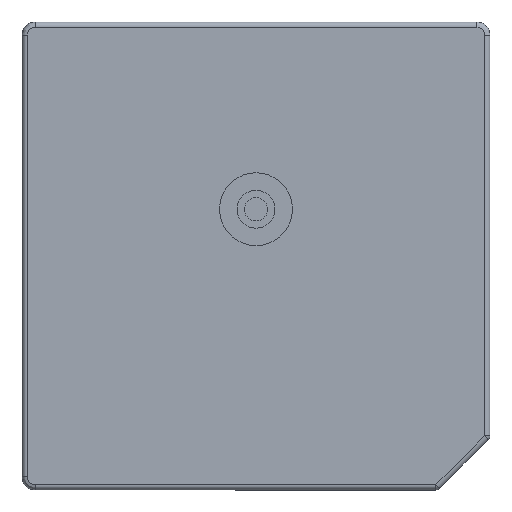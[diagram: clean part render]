
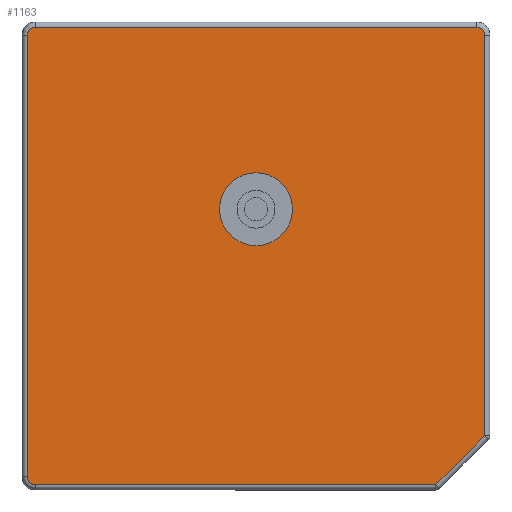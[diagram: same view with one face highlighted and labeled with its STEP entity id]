
A CAD part, front view. The second image highlights one B-rep face of the part: STEP entity #1163.
In plain terms, the highlighted planar face has unit normal (0, -1, 0).
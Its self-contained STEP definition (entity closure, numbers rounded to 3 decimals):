
#10 = CARTESIAN_POINT ( 'NONE',  ( -8.8, 0., 8.5 ) ) ;
#33 = EDGE_CURVE ( 'NONE', #1768, #1695, #2242, .T. ) ;
#34 = CARTESIAN_POINT ( 'NONE',  ( -8.5, 0., -8.8 ) ) ;
#45 = EDGE_CURVE ( 'NONE', #1372, #1394, #847, .T. ) ;
#172 = ORIENTED_EDGE ( 'NONE', *, *, #1688, .F. ) ;
#216 = LINE ( 'NONE', #2289, #1668 ) ;
#221 = CARTESIAN_POINT ( 'NONE',  ( 8.8, 0., 8.676 ) ) ;
#279 = EDGE_CURVE ( 'NONE', #1394, #1243, #1810, .T. ) ;
#340 = DIRECTION ( 'NONE',  ( 0., 0., 1. ) ) ;
#357 = VERTEX_POINT ( 'NONE', #1638 ) ;
#365 = PLANE ( 'NONE',  #386 ) ;
#386 = AXIS2_PLACEMENT_3D ( 'NONE', #1253, #1064, #527 ) ;
#389 = CARTESIAN_POINT ( 'NONE',  ( 8.5, 0., 8.8 ) ) ;
#481 = CARTESIAN_POINT ( 'NONE',  ( 8.8, 0., -6.917 ) ) ;
#487 = ORIENTED_EDGE ( 'NONE', *, *, #694, .F. ) ;
#492 = LINE ( 'NONE', #481, #1104 ) ;
#527 = DIRECTION ( 'NONE',  ( 0., 0., 1. ) ) ;
#539 = CARTESIAN_POINT ( 'NONE',  ( -8.8, 0., -8.676 ) ) ;
#550 = CARTESIAN_POINT ( 'NONE',  ( -8.5, 0., 8.8 ) ) ;
#565 = VERTEX_POINT ( 'NONE', #922 ) ;
#574 = CARTESIAN_POINT ( 'NONE',  ( -8.676, 0., 8.8 ) ) ;
#631 = VECTOR ( 'NONE', #1613, 1000. ) ;
#652 = VERTEX_POINT ( 'NONE', #1538 ) ;
#663 = EDGE_CURVE ( 'NONE', #1695, #565, #216, .T. ) ;
#694 = EDGE_CURVE ( 'NONE', #357, #1334, #2102, .T. ) ;
#699 = EDGE_CURVE ( 'NONE', #1243, #1768, #859, .T. ) ;
#704 = ORIENTED_EDGE ( 'NONE', *, *, #663, .F. ) ;
#756 = CARTESIAN_POINT ( 'NONE',  ( -8.8, 0., 8.5 ) ) ;
#757 = ORIENTED_EDGE ( 'NONE', *, *, #45, .F. ) ;
#786 = CARTESIAN_POINT ( 'NONE',  ( 8.5, 0., 8.8 ) ) ;
#793 = EDGE_LOOP ( 'NONE', ( #992, #172 ) ) ;
#809 = AXIS2_PLACEMENT_3D ( 'NONE', #978, #2278, #1159 ) ;
#847 = LINE ( 'NONE', #756, #1929 ) ;
#859 = LINE ( 'NONE', #786, #631 ) ;
#904 = CARTESIAN_POINT ( 'NONE',  ( -8.8, 0., -8.5 ) ) ;
#922 = CARTESIAN_POINT ( 'NONE',  ( 8.8, 0., -6.917 ) ) ;
#949 = ORIENTED_EDGE ( 'NONE', *, *, #33, .F. ) ;
#957 = CARTESIAN_POINT ( 'NONE',  ( -8.8, 0., 8.5 ) ) ;
#970 = EDGE_CURVE ( 'NONE', #565, #357, #492, .T. ) ;
#978 = CARTESIAN_POINT ( 'NONE',  ( 0., 0., 1.8 ) ) ;
#992 = ORIENTED_EDGE ( 'NONE', *, *, #1958, .F. ) ;
#1027 = CARTESIAN_POINT ( 'NONE',  ( 8.5, 0., -8.8 ) ) ;
#1048 = CARTESIAN_POINT ( 'NONE',  ( 8.8, 0., 8.5 ) ) ;
#1049 = EDGE_LOOP ( 'NONE', ( #487, #1315, #704, #949, #1527, #2373, #757, #1434 ) ) ;
#1064 = DIRECTION ( 'NONE',  ( 0., 1., 0. ) ) ;
#1104 = VECTOR ( 'NONE', #1218, 1000. ) ;
#1159 = DIRECTION ( 'NONE',  ( 0., 0., 1. ) ) ;
#1163 = ADVANCED_FACE ( 'NONE', ( #1780, #1569 ), #365, .F. ) ;
#1171 = VECTOR ( 'NONE', #1365, 1000. ) ;
#1218 = DIRECTION ( 'NONE',  ( -0.707, 0., -0.707 ) ) ;
#1243 = VERTEX_POINT ( 'NONE', #550 ) ;
#1253 = CARTESIAN_POINT ( 'NONE',  ( 8.5, 0., 8.5 ) ) ;
#1278 = CARTESIAN_POINT ( 'NONE',  ( -8.676, 0., -8.8 ) ) ;
#1284 = CARTESIAN_POINT ( 'NONE',  ( -8.8, 0., 8.676 ) ) ;
#1299 = CARTESIAN_POINT ( 'NONE',  ( 8.676, 0., 8.8 ) ) ;
#1315 = ORIENTED_EDGE ( 'NONE', *, *, #970, .F. ) ;
#1320 = DIRECTION ( 'NONE',  ( 0., 0., -1. ) ) ;
#1334 = VERTEX_POINT ( 'NONE', #34 ) ;
#1365 = DIRECTION ( 'NONE',  ( -1., 0., 0. ) ) ;
#1372 = VERTEX_POINT ( 'NONE', #2227 ) ;
#1394 = VERTEX_POINT ( 'NONE', #957 ) ;
#1434 = ORIENTED_EDGE ( 'NONE', *, *, #1850, .F. ) ;
#1468 = CARTESIAN_POINT ( 'NONE',  ( -8.5, 0., 8.8 ) ) ;
#1527 = ORIENTED_EDGE ( 'NONE', *, *, #699, .F. ) ;
#1538 = CARTESIAN_POINT ( 'NONE',  ( 0., 0., 0.4 ) ) ;
#1569 = FACE_OUTER_BOUND ( 'NONE', #1049, .T. ) ;
#1613 = DIRECTION ( 'NONE',  ( 1., 0., 0. ) ) ;
#1638 = CARTESIAN_POINT ( 'NONE',  ( 6.917, 0., -8.8 ) ) ;
#1668 = VECTOR ( 'NONE', #1320, 1000. ) ;
#1688 = EDGE_CURVE ( 'NONE', #652, #2318, #2123, .T. ) ;
#1690 = DIRECTION ( 'NONE',  ( 0., 0., 1. ) ) ;
#1695 = VERTEX_POINT ( 'NONE', #1048 ) ;
#1768 = VERTEX_POINT ( 'NONE', #2349 ) ;
#1780 = FACE_BOUND ( 'NONE', #793, .T. ) ;
#1810 =( BOUNDED_CURVE ( )  B_SPLINE_CURVE ( 3, ( #10, #1284, #574, #1468 ),
 .UNSPECIFIED., .F., .F. ) 
 B_SPLINE_CURVE_WITH_KNOTS ( ( 4, 4 ),
 ( 0., 1. ),
 .UNSPECIFIED. ) 
 CURVE ( )  GEOMETRIC_REPRESENTATION_ITEM ( )  RATIONAL_B_SPLINE_CURVE ( ( 1., 0.805, 0.805, 1. ) ) 
 REPRESENTATION_ITEM ( '' )  );
#1848 = CARTESIAN_POINT ( 'NONE',  ( 8.8, 0., 8.5 ) ) ;
#1850 = EDGE_CURVE ( 'NONE', #1334, #1372, #2206, .T. ) ;
#1914 = CARTESIAN_POINT ( 'NONE',  ( 0., 0., 3.2 ) ) ;
#1929 = VECTOR ( 'NONE', #1690, 1000. ) ;
#1958 = EDGE_CURVE ( 'NONE', #2318, #652, #2018, .T. ) ;
#1980 = DIRECTION ( 'NONE',  ( 0., -1., 0. ) ) ;
#2018 = CIRCLE ( 'NONE', #809, 1.4 ) ;
#2102 = LINE ( 'NONE', #1027, #1171 ) ;
#2123 = CIRCLE ( 'NONE', #2176, 1.4 ) ;
#2176 = AXIS2_PLACEMENT_3D ( 'NONE', #2359, #1980, #340 ) ;
#2206 =( BOUNDED_CURVE ( )  B_SPLINE_CURVE ( 3, ( #2230, #1278, #539, #904 ),
 .UNSPECIFIED., .F., .T. ) 
 B_SPLINE_CURVE_WITH_KNOTS ( ( 4, 4 ),
 ( 0., 1. ),
 .UNSPECIFIED. ) 
 CURVE ( )  GEOMETRIC_REPRESENTATION_ITEM ( )  RATIONAL_B_SPLINE_CURVE ( ( 1., 0.805, 0.805, 1. ) ) 
 REPRESENTATION_ITEM ( '' )  );
#2227 = CARTESIAN_POINT ( 'NONE',  ( -8.8, 0., -8.5 ) ) ;
#2230 = CARTESIAN_POINT ( 'NONE',  ( -8.5, 0., -8.8 ) ) ;
#2242 =( BOUNDED_CURVE ( )  B_SPLINE_CURVE ( 3, ( #389, #1299, #221, #1848 ),
 .UNSPECIFIED., .F., .F. ) 
 B_SPLINE_CURVE_WITH_KNOTS ( ( 4, 4 ),
 ( 0., 1. ),
 .UNSPECIFIED. ) 
 CURVE ( )  GEOMETRIC_REPRESENTATION_ITEM ( )  RATIONAL_B_SPLINE_CURVE ( ( 1., 0.805, 0.805, 1. ) ) 
 REPRESENTATION_ITEM ( '' )  );
#2278 = DIRECTION ( 'NONE',  ( 0., -1., 0. ) ) ;
#2289 = CARTESIAN_POINT ( 'NONE',  ( 8.8, 0., 8.5 ) ) ;
#2318 = VERTEX_POINT ( 'NONE', #1914 ) ;
#2349 = CARTESIAN_POINT ( 'NONE',  ( 8.5, 0., 8.8 ) ) ;
#2359 = CARTESIAN_POINT ( 'NONE',  ( 0., 0., 1.8 ) ) ;
#2373 = ORIENTED_EDGE ( 'NONE', *, *, #279, .F. ) ;
